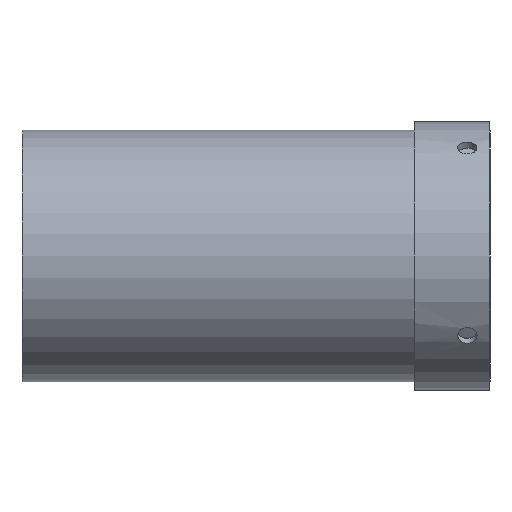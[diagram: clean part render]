
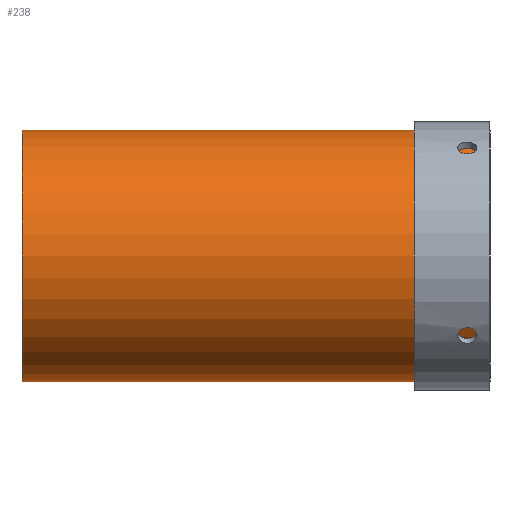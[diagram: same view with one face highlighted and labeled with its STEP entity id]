
A CAD part, left-side view. The second image highlights one B-rep face of the part: STEP entity #238.
In plain terms, the highlighted cylindrical face has radius 21.158 mm (diameter 42.316 mm), a full revolution.
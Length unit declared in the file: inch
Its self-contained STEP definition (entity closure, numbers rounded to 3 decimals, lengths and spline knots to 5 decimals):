
#50=FACE_OUTER_BOUND('',#62,.T.);
#62=EDGE_LOOP('',(#169,#170,#171,#172));
#86=LINE('',#345,#94);
#94=VECTOR('',#297,0.833);
#103=CIRCLE('',#268,0.833);
#104=CIRCLE('',#269,0.833);
#111=VERTEX_POINT('',#342);
#112=VERTEX_POINT('',#344);
#136=EDGE_CURVE('',#111,#111,#103,.T.);
#137=EDGE_CURVE('',#111,#112,#86,.T.);
#138=EDGE_CURVE('',#112,#112,#104,.T.);
#169=ORIENTED_EDGE('',*,*,#136,.F.);
#170=ORIENTED_EDGE('',*,*,#137,.T.);
#171=ORIENTED_EDGE('',*,*,#138,.F.);
#172=ORIENTED_EDGE('',*,*,#137,.F.);
#230=CYLINDRICAL_SURFACE('',#267,0.833);
#238=ADVANCED_FACE('',(#50),#230,.T.);
#267=AXIS2_PLACEMENT_3D('',#341,#293,#294);
#268=AXIS2_PLACEMENT_3D('',#343,#295,#296);
#269=AXIS2_PLACEMENT_3D('',#346,#298,#299);
#293=DIRECTION('center_axis',(0.,1.,0.));
#294=DIRECTION('ref_axis',(1.,0.,0.));
#295=DIRECTION('center_axis',(0.,1.,0.));
#296=DIRECTION('ref_axis',(1.,0.,0.));
#297=DIRECTION('',(0.,-1.,0.));
#298=DIRECTION('center_axis',(0.,-1.,0.));
#299=DIRECTION('ref_axis',(1.,0.,0.));
#341=CARTESIAN_POINT('Origin',(2.05969,-3.13191,3.64811));
#342=CARTESIAN_POINT('',(1.22669,-0.47791,3.64811));
#343=CARTESIAN_POINT('Origin',(2.05969,-0.47791,3.64811));
#344=CARTESIAN_POINT('',(1.22669,-3.57291,3.64811));
#345=CARTESIAN_POINT('',(1.22669,-3.13191,3.64811));
#346=CARTESIAN_POINT('Origin',(2.05969,-3.57291,3.64811));
